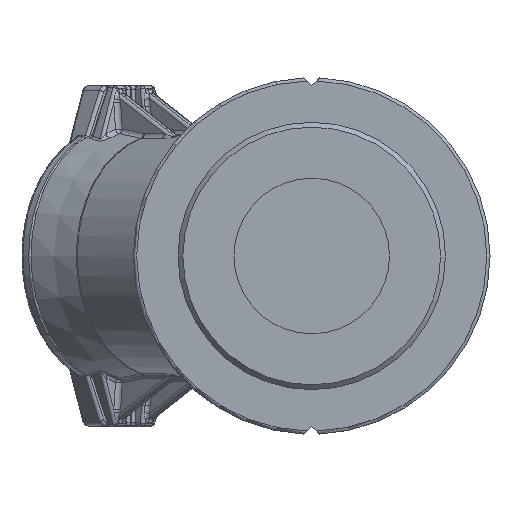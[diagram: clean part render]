
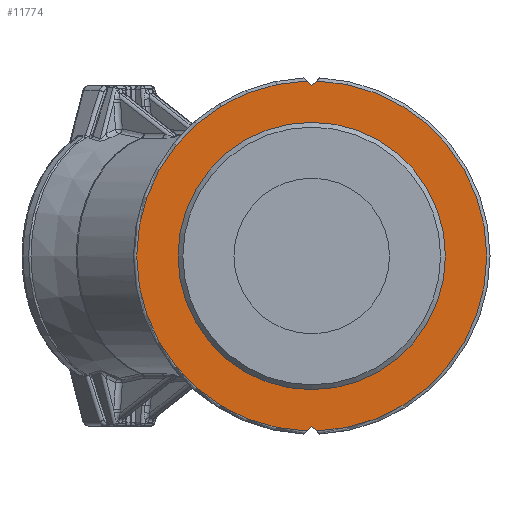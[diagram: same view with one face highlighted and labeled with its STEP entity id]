
A CAD part, left-side view. The second image highlights one B-rep face of the part: STEP entity #11774.
In plain terms, the highlighted planar face has unit normal (-1, 0, 0).
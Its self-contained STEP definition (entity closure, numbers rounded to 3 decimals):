
#39 = EDGE_LOOP ( 'NONE', ( #15660, #15661, #15662, #15663, #15664, #15665 ) ) ;
#41 = EDGE_LOOP ( 'NONE', ( #15659 ) ) ;
#271 = VERTEX_POINT ( 'NONE', #11491 ) ;
#272 = VERTEX_POINT ( 'NONE', #11492 ) ;
#275 = VERTEX_POINT ( 'NONE', #11495 ) ;
#518 = EDGE_CURVE ( 'NONE', #271, #272, #16033, .T. ) ;
#523 = EDGE_CURVE ( 'NONE', #275, #272, #16035, .T. ) ;
#4621 = LINE ( 'NONE', #5840, #4628 ) ;
#4628 = VECTOR ( 'NONE', #5863, 1000. ) ;
#4631 = LINE ( 'NONE', #5910, #4632 ) ;
#4632 = VECTOR ( 'NONE', #5911, 1000. ) ;
#4644 = CIRCLE ( 'NONE', #6238, 108. ) ;
#5087 = CIRCLE ( 'NONE', #6441, 82.5 ) ;
#5092 = CIRCLE ( 'NONE', #6447, 108. ) ;
#5840 = CARTESIAN_POINT ( 'NONE',  ( -57., 0., -105. ) ) ;
#5863 = DIRECTION ( 'NONE',  ( 0., -0.707, 0.707 ) ) ;
#5910 = CARTESIAN_POINT ( 'NONE',  ( -57., 0., -105. ) ) ;
#5911 = DIRECTION ( 'NONE',  ( 0., 0.707, 0.707 ) ) ;
#5949 = CARTESIAN_POINT ( 'NONE',  ( -57., 0., 0. ) ) ;
#5950 = DIRECTION ( 'NONE',  ( -1., 0., 0. ) ) ;
#5951 = DIRECTION ( 'NONE',  ( 0., -1., 0. ) ) ;
#6238 = AXIS2_PLACEMENT_3D ( 'NONE', #5949, #5950, #5951 ) ;
#6441 = AXIS2_PLACEMENT_3D ( 'NONE', #9496, #9498, #9500 ) ;
#6447 = AXIS2_PLACEMENT_3D ( 'NONE', #9677, #9679, #9681 ) ;
#9496 = CARTESIAN_POINT ( 'NONE',  ( -57., 0., 0. ) ) ;
#9498 = DIRECTION ( 'NONE',  ( 1., 0., 0. ) ) ;
#9500 = DIRECTION ( 'NONE',  ( 0., 1., 0. ) ) ;
#9677 = CARTESIAN_POINT ( 'NONE',  ( -57., 0., 0. ) ) ;
#9679 = DIRECTION ( 'NONE',  ( -1., 0., 0. ) ) ;
#9681 = DIRECTION ( 'NONE',  ( 0., -1., 0. ) ) ;
#10848 = CARTESIAN_POINT ( 'NONE',  ( -57., 2.959, -107.959 ) ) ;
#10852 = CARTESIAN_POINT ( 'NONE',  ( -57., 0., -105. ) ) ;
#10857 = CARTESIAN_POINT ( 'NONE',  ( -57., -2.959, -107.959 ) ) ;
#11179 = CARTESIAN_POINT ( 'NONE',  ( -57., 82.5, 0. ) ) ;
#11213 = VERTEX_POINT ( 'NONE', #11179 ) ;
#11491 = CARTESIAN_POINT ( 'NONE',  ( -57., 2.959, 107.959 ) ) ;
#11492 = CARTESIAN_POINT ( 'NONE',  ( -57., 0., 105. ) ) ;
#11495 = CARTESIAN_POINT ( 'NONE',  ( -57., -2.959, 107.959 ) ) ;
#11774 = ADVANCED_FACE ( 'NONE', ( #23129, #23136 ), #24370, .T. ) ;
#15659 = ORIENTED_EDGE ( 'NONE', *, *, #20856, .T. ) ;
#15660 = ORIENTED_EDGE ( 'NONE', *, *, #20869, .T. ) ;
#15661 = ORIENTED_EDGE ( 'NONE', *, *, #20309, .T. ) ;
#15662 = ORIENTED_EDGE ( 'NONE', *, *, #20315, .F. ) ;
#15663 = ORIENTED_EDGE ( 'NONE', *, *, #20323, .T. ) ;
#15664 = ORIENTED_EDGE ( 'NONE', *, *, #523, .T. ) ;
#15665 = ORIENTED_EDGE ( 'NONE', *, *, #518, .F. ) ;
#16033 = LINE ( 'NONE', #19594, #16034 ) ;
#16034 = VECTOR ( 'NONE', #19595, 1000. ) ;
#16035 = LINE ( 'NONE', #19600, #16042 ) ;
#16042 = VECTOR ( 'NONE', #19617, 1000. ) ;
#19594 = CARTESIAN_POINT ( 'NONE',  ( -57., 0., 105. ) ) ;
#19595 = DIRECTION ( 'NONE',  ( 0., -0.707, -0.707 ) ) ;
#19600 = CARTESIAN_POINT ( 'NONE',  ( -57., 0., 105. ) ) ;
#19617 = DIRECTION ( 'NONE',  ( 0., 0.707, -0.707 ) ) ;
#20309 = EDGE_CURVE ( 'NONE', #21690, #21698, #4621, .T. ) ;
#20315 = EDGE_CURVE ( 'NONE', #21709, #21698, #4631, .T. ) ;
#20323 = EDGE_CURVE ( 'NONE', #21709, #275, #4644, .T. ) ;
#20856 = EDGE_CURVE ( 'NONE', #11213, #11213, #5087, .T. ) ;
#20869 = EDGE_CURVE ( 'NONE', #271, #21690, #5092, .T. ) ;
#21690 = VERTEX_POINT ( 'NONE', #10848 ) ;
#21698 = VERTEX_POINT ( 'NONE', #10852 ) ;
#21709 = VERTEX_POINT ( 'NONE', #10857 ) ;
#22837 = AXIS2_PLACEMENT_3D ( 'NONE', #24372, #24377, #24378 ) ;
#23129 = FACE_BOUND ( 'NONE', #41, .T. ) ;
#23136 = FACE_OUTER_BOUND ( 'NONE', #39, .T. ) ;
#24370 = PLANE ( 'NONE',  #22837 ) ;
#24372 = CARTESIAN_POINT ( 'NONE',  ( -57., -82.5, 0. ) ) ;
#24377 = DIRECTION ( 'NONE',  ( -1., 0., 0. ) ) ;
#24378 = DIRECTION ( 'NONE',  ( 0., -1., 0. ) ) ;
